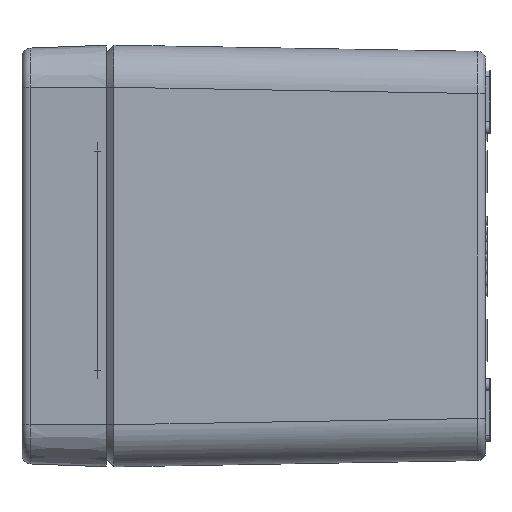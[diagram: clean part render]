
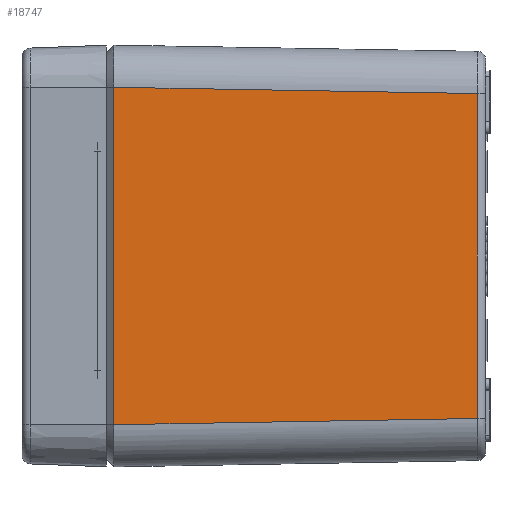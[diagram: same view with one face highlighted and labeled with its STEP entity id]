
A CAD part, left-side view. The second image highlights one B-rep face of the part: STEP entity #18747.
In plain terms, the highlighted planar face has unit normal (-1, -0.014, 0).
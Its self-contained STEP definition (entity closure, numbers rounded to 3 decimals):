
#1324=PLANE('',#20374);
#2346=LINE('',#33325,#3982);
#2347=LINE('',#33327,#3983);
#2348=LINE('',#33329,#3984);
#2349=LINE('',#33330,#3985);
#3982=VECTOR('',#23550,1000.);
#3983=VECTOR('',#23551,1000.);
#3984=VECTOR('',#23552,1000.);
#3985=VECTOR('',#23553,1000.);
#6088=FACE_OUTER_BOUND('',#7334,.T.);
#7334=EDGE_LOOP('',(#15252,#15253,#15254,#15255));
#9753=VERTEX_POINT('',#33323);
#9754=VERTEX_POINT('',#33324);
#9755=VERTEX_POINT('',#33326);
#9756=VERTEX_POINT('',#33328);
#11791=EDGE_CURVE('',#9753,#9754,#2346,.T.);
#11792=EDGE_CURVE('',#9754,#9755,#2347,.T.);
#11793=EDGE_CURVE('',#9755,#9756,#2348,.T.);
#11794=EDGE_CURVE('',#9756,#9753,#2349,.T.);
#15252=ORIENTED_EDGE('',*,*,#11791,.T.);
#15253=ORIENTED_EDGE('',*,*,#11792,.T.);
#15254=ORIENTED_EDGE('',*,*,#11793,.T.);
#15255=ORIENTED_EDGE('',*,*,#11794,.T.);
#18747=ADVANCED_FACE('',(#6088),#1324,.T.);
#20374=AXIS2_PLACEMENT_3D('',#33322,#23548,#23549);
#23548=DIRECTION('center_axis',(-1.,-0.014,
0.));
#23549=DIRECTION('ref_axis',(0.014,-1.,0.));
#23550=DIRECTION('',(-0.014,1.,0.017));
#23551=DIRECTION('',(0.,0.,-1.));
#23552=DIRECTION('',(0.014,-1.,0.017));
#23553=DIRECTION('',(0.,0.,1.));
#33322=CARTESIAN_POINT('Origin',(-115.,0.,-50.045));
#33323=CARTESIAN_POINT('',(-113.777,-88.028,38.535));
#33324=CARTESIAN_POINT('',(-114.975,-1.8,40.015));
#33325=CARTESIAN_POINT('',(-114.979,-1.546,40.019));
#33326=CARTESIAN_POINT('',(-114.975,-1.8,-40.015));
#33327=CARTESIAN_POINT('',(-114.975,-1.8,-50.045));
#33328=CARTESIAN_POINT('',(-113.777,-88.028,-38.535));
#33329=CARTESIAN_POINT('',(-115.002,0.172,-40.049));
#33330=CARTESIAN_POINT('',(-113.777,-88.028,38.501));
